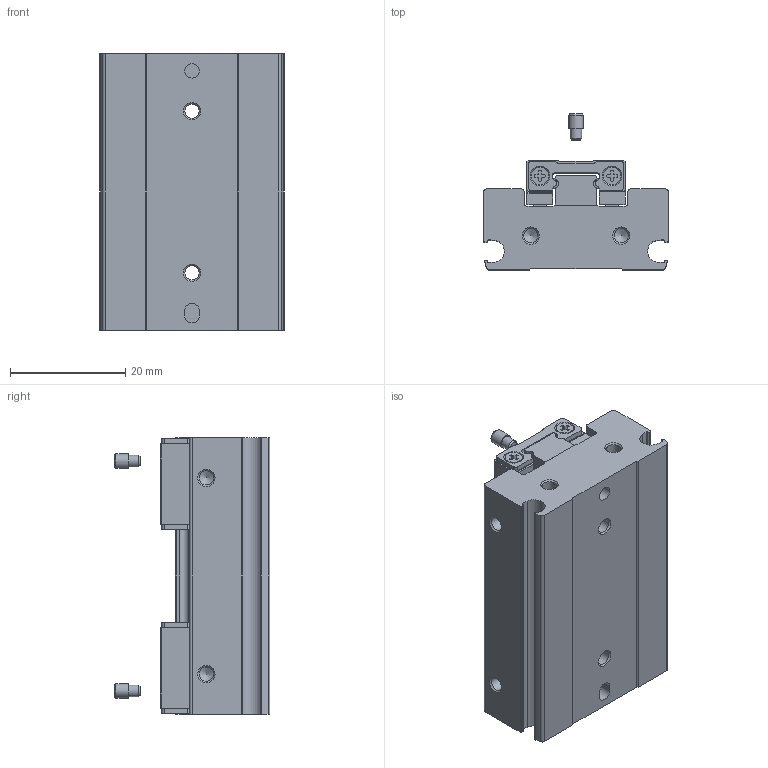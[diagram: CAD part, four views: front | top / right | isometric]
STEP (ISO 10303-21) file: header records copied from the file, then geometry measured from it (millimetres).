
FILE_DESCRIPTION(/* description */ ('STEP AP214'),/* implementation_level */ '2;1');
FILE_NAME(/* name */ '8133731_HPPF-8-16-A',/* time_stamp */ '2024-08-29T11:18:48+02:00',/* author */ ('License CC BY-ND 4.0'),/* organization */ ('CADENAS'),/* preprocessor_version */ 'ST-DEVELOPER v19.3',/* originating_system */ 'PARTsolutions',/* authorisation */ ' ');
FILE_SCHEMA (('AUTOMOTIVE_DESIGN {1 0 10303 214 3 1 1}'));
Length unit declared in the file: millimetre
Products named in the file (5): 8133731 HPPF-8-16-A---(0_high); 8133731 HPPF-8-16-A---(high_h); 8133731 HPPF-8-16-A---(high_g); 8178939 HPPF-4.5X2; ISO-4026 M3x3
Assembly tree (7 placements, depth 2):
  8133731 HPPF-8-16-A---(0_high)
    8133731 HPPF-8-16-A---(high_h)
    8133731 HPPF-8-16-A---(high_g)  x2
    8178939 HPPF-4.5X2  x2
    ISO-4026 M3x3  x2
Bounding box: 32 x 27 x 48 mm (x, y, z)
Volume: 21033.7 mm3; surface area: 10803.3 mm2
Topology: 7 solids, 7 shells, 634 faces, 1627 edges, 1050 vertices
Faces by surface type: plane 377, cylinder 191, cone 64, torus 2
Full cylindrical faces by diameter (mm): 1 x4, 2 x4, 2.013 x4, 2.459 x14, 2.5 x3, 3 x10, 3.8 x2, 4.4 x4, 4.5 x2, 9 x2
Entity records: 12047 total; most frequent: DIRECTION 2100, CARTESIAN_POINT 2058, ORIENTED_EDGE 1900, EDGE_CURVE 950, AXIS2_PLACEMENT_3D 735, VERTEX_POINT 669, LINE 630, VECTOR 630
